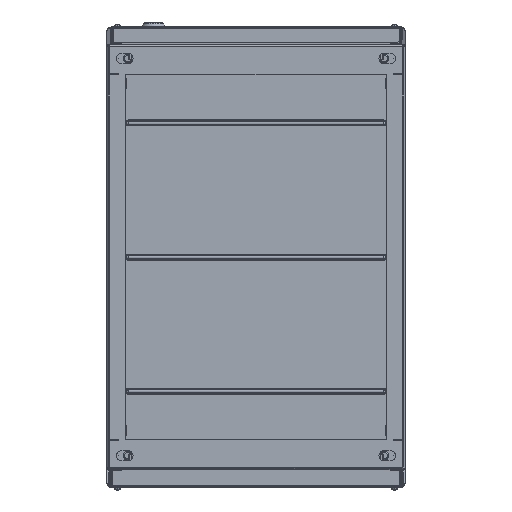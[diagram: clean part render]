
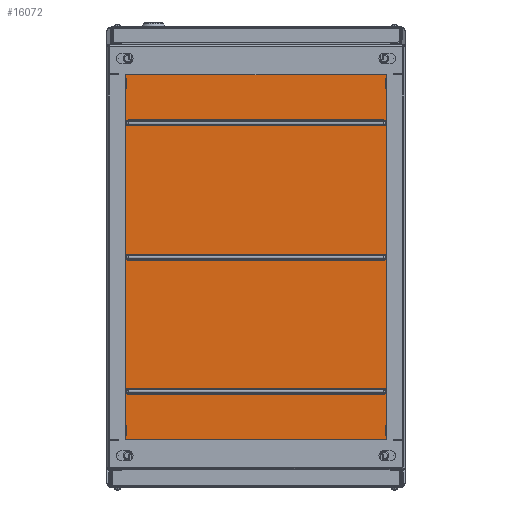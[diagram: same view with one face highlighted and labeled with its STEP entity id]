
A CAD part, front view. The second image highlights one B-rep face of the part: STEP entity #16072.
In plain terms, the highlighted planar face has unit normal (0, -1, 0).
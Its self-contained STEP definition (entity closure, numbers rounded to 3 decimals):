
#653 = DIRECTION ( 'NONE',  ( 0., 0., -1. ) ) ;
#819 = DIRECTION ( 'NONE',  ( 0., -1., 0. ) ) ;
#2668 = ORIENTED_EDGE ( 'NONE', *, *, #126935, .T. ) ;
#3966 = EDGE_CURVE ( 'NONE', #35444, #42572, #106493, .T. ) ;
#5666 = DIRECTION ( 'NONE',  ( 1., 0., 0. ) ) ;
#5865 = EDGE_CURVE ( 'NONE', #107256, #27626, #51865, .T. ) ;
#8227 = CARTESIAN_POINT ( 'NONE',  ( 171.4, 1800., 176. ) ) ;
#11584 = CARTESIAN_POINT ( 'NONE',  ( -200., 1800., 285. ) ) ;
#11656 = VERTEX_POINT ( 'NONE', #81438 ) ;
#12043 = LINE ( 'NONE', #32252, #93695 ) ;
#12523 = EDGE_LOOP ( 'NONE', ( #50141, #74494, #139876, #59802 ) ) ;
#14557 = CARTESIAN_POINT ( 'NONE',  ( -171.4, 1800., -176. ) ) ;
#16072 = ADVANCED_FACE ( 'NONE', ( #75397, #117112, #94532, #82408 ), #143974, .T. ) ;
#16359 = CARTESIAN_POINT ( 'NONE',  ( 171.4, 1800., 0. ) ) ;
#16551 = CARTESIAN_POINT ( 'NONE',  ( 171.4, 1800., 4. ) ) ;
#20087 = VERTEX_POINT ( 'NONE', #81066 ) ;
#21694 = DIRECTION ( 'NONE',  ( 0., 0., -1. ) ) ;
#24660 = CARTESIAN_POINT ( 'NONE',  ( -171.4, 1800., 4. ) ) ;
#24830 = CARTESIAN_POINT ( 'NONE',  ( 200., 1800., -285. ) ) ;
#24938 = EDGE_CURVE ( 'NONE', #11656, #66496, #56127, .T. ) ;
#25220 = LINE ( 'NONE', #84852, #39192 ) ;
#25733 = DIRECTION ( 'NONE',  ( 1., 0., 0. ) ) ;
#26854 = DIRECTION ( 'NONE',  ( 0., 0., -1. ) ) ;
#27626 = VERTEX_POINT ( 'NONE', #24660 ) ;
#28125 = DIRECTION ( 'NONE',  ( 0., 1., 0. ) ) ;
#29607 = ORIENTED_EDGE ( 'NONE', *, *, #142884, .T. ) ;
#30645 = AXIS2_PLACEMENT_3D ( 'NONE', #44833, #34175, #653 ) ;
#32252 = CARTESIAN_POINT ( 'NONE',  ( -171.4, 1800., 4. ) ) ;
#33420 = VERTEX_POINT ( 'NONE', #90114 ) ;
#34175 = DIRECTION ( 'NONE',  ( 0., 1., 0. ) ) ;
#35208 = AXIS2_PLACEMENT_3D ( 'NONE', #84743, #62809, #128492 ) ;
#35444 = VERTEX_POINT ( 'NONE', #40043 ) ;
#36106 = CARTESIAN_POINT ( 'NONE',  ( -200., 1800., 285. ) ) ;
#36258 = VECTOR ( 'NONE', #79266, 1000. ) ;
#36474 = CARTESIAN_POINT ( 'NONE',  ( 171.4, 1800., -176. ) ) ;
#38748 = CARTESIAN_POINT ( 'NONE',  ( 200., 1800., 285. ) ) ;
#39192 = VECTOR ( 'NONE', #40687, 1000. ) ;
#40043 = CARTESIAN_POINT ( 'NONE',  ( -171.4, 1800., 184. ) ) ;
#40687 = DIRECTION ( 'NONE',  ( -1., 0., 0. ) ) ;
#41299 = ORIENTED_EDGE ( 'NONE', *, *, #105581, .T. ) ;
#42572 = VERTEX_POINT ( 'NONE', #102472 ) ;
#43145 = LINE ( 'NONE', #138098, #117827 ) ;
#43282 = EDGE_CURVE ( 'NONE', #20087, #107256, #25220, .T. ) ;
#43734 = CARTESIAN_POINT ( 'NONE',  ( -171.4, 1800., -4. ) ) ;
#44833 = CARTESIAN_POINT ( 'NONE',  ( -171.4, 1800., -180. ) ) ;
#46681 = LINE ( 'NONE', #89534, #36258 ) ;
#47964 = ORIENTED_EDGE ( 'NONE', *, *, #91380, .T. ) ;
#48223 = VECTOR ( 'NONE', #86405, 1000. ) ;
#49119 = CARTESIAN_POINT ( 'NONE',  ( 171.4, 1800., 180. ) ) ;
#49380 = DIRECTION ( 'NONE',  ( 0., 1., 0. ) ) ;
#49813 = VERTEX_POINT ( 'NONE', #89219 ) ;
#49844 = ORIENTED_EDGE ( 'NONE', *, *, #65459, .T. ) ;
#49848 = DIRECTION ( 'NONE',  ( 0., 0., -1. ) ) ;
#50141 = ORIENTED_EDGE ( 'NONE', *, *, #5865, .T. ) ;
#51628 = CIRCLE ( 'NONE', #100979, 4. ) ;
#51865 = CIRCLE ( 'NONE', #35208, 4. ) ;
#52933 = VERTEX_POINT ( 'NONE', #16551 ) ;
#54673 = AXIS2_PLACEMENT_3D ( 'NONE', #129140, #28125, #140185 ) ;
#55354 = EDGE_CURVE ( 'NONE', #128770, #66496, #93036, .T. ) ;
#56127 = LINE ( 'NONE', #36106, #94483 ) ;
#57776 = EDGE_LOOP ( 'NONE', ( #47964, #29607, #41299, #49844 ) ) ;
#58929 = DIRECTION ( 'NONE',  ( -1., 0., 0. ) ) ;
#59802 = ORIENTED_EDGE ( 'NONE', *, *, #43282, .T. ) ;
#60956 = CARTESIAN_POINT ( 'NONE',  ( -171.4, 1800., 184. ) ) ;
#62809 = DIRECTION ( 'NONE',  ( 0., 1., 0. ) ) ;
#63271 = CIRCLE ( 'NONE', #133081, 4. ) ;
#63654 = VERTEX_POINT ( 'NONE', #36474 ) ;
#65459 = EDGE_CURVE ( 'NONE', #90121, #49813, #43145, .T. ) ;
#66250 = ORIENTED_EDGE ( 'NONE', *, *, #24938, .F. ) ;
#66496 = VERTEX_POINT ( 'NONE', #11584 ) ;
#67341 = LINE ( 'NONE', #108237, #48223 ) ;
#68161 = CARTESIAN_POINT ( 'NONE',  ( 200., 1800., 285. ) ) ;
#68839 = VECTOR ( 'NONE', #25733, 1000. ) ;
#70438 = VECTOR ( 'NONE', #122621, 1000. ) ;
#72158 = EDGE_CURVE ( 'NONE', #52933, #20087, #63271, .T. ) ;
#73482 = VERTEX_POINT ( 'NONE', #8227 ) ;
#74494 = ORIENTED_EDGE ( 'NONE', *, *, #79923, .T. ) ;
#75397 = FACE_BOUND ( 'NONE', #12523, .T. ) ;
#78895 = CARTESIAN_POINT ( 'NONE',  ( 200., 1800., 285. ) ) ;
#79266 = DIRECTION ( 'NONE',  ( -1., 0., 0. ) ) ;
#79761 = DIRECTION ( 'NONE',  ( 0., 0., 1. ) ) ;
#79923 = EDGE_CURVE ( 'NONE', #27626, #52933, #12043, .T. ) ;
#81066 = CARTESIAN_POINT ( 'NONE',  ( 171.4, 1800., -4. ) ) ;
#81438 = CARTESIAN_POINT ( 'NONE',  ( -200., 1800., -285. ) ) ;
#82408 = FACE_OUTER_BOUND ( 'NONE', #107948, .T. ) ;
#82776 = AXIS2_PLACEMENT_3D ( 'NONE', #78895, #819, #21694 ) ;
#84743 = CARTESIAN_POINT ( 'NONE',  ( -171.4, 1800., 0. ) ) ;
#84852 = CARTESIAN_POINT ( 'NONE',  ( -171.4, 1800., -4. ) ) ;
#86405 = DIRECTION ( 'NONE',  ( 0., 0., 1. ) ) ;
#88891 = ORIENTED_EDGE ( 'NONE', *, *, #3966, .T. ) ;
#89219 = CARTESIAN_POINT ( 'NONE',  ( -171.4, 1800., -184. ) ) ;
#89534 = CARTESIAN_POINT ( 'NONE',  ( -171.4, 1800., 176. ) ) ;
#90114 = CARTESIAN_POINT ( 'NONE',  ( -171.4, 1800., -176. ) ) ;
#90121 = VERTEX_POINT ( 'NONE', #111917 ) ;
#91380 = EDGE_CURVE ( 'NONE', #49813, #33420, #112366, .T. ) ;
#93036 = LINE ( 'NONE', #68161, #70438 ) ;
#93695 = VECTOR ( 'NONE', #121136, 1000. ) ;
#94483 = VECTOR ( 'NONE', #79761, 1000. ) ;
#94532 = FACE_BOUND ( 'NONE', #126912, .T. ) ;
#95265 = ORIENTED_EDGE ( 'NONE', *, *, #111106, .T. ) ;
#98255 = ORIENTED_EDGE ( 'NONE', *, *, #124035, .T. ) ;
#100889 = CIRCLE ( 'NONE', #114675, 4. ) ;
#100979 = AXIS2_PLACEMENT_3D ( 'NONE', #143761, #111272, #111772 ) ;
#102472 = CARTESIAN_POINT ( 'NONE',  ( 171.4, 1800., 184. ) ) ;
#102991 = VECTOR ( 'NONE', #5666, 1000. ) ;
#103427 = DIRECTION ( 'NONE',  ( -1., 0., 0. ) ) ;
#105581 = EDGE_CURVE ( 'NONE', #63654, #90121, #51628, .T. ) ;
#105760 = EDGE_CURVE ( 'NONE', #130723, #11656, #119317, .T. ) ;
#106493 = LINE ( 'NONE', #60956, #102991 ) ;
#107256 = VERTEX_POINT ( 'NONE', #43734 ) ;
#107948 = EDGE_LOOP ( 'NONE', ( #66250, #137827, #95265, #139471 ) ) ;
#108237 = CARTESIAN_POINT ( 'NONE',  ( 200., 1800., 285. ) ) ;
#111106 = EDGE_CURVE ( 'NONE', #130723, #128770, #67341, .T. ) ;
#111272 = DIRECTION ( 'NONE',  ( 0., 1., 0. ) ) ;
#111772 = DIRECTION ( 'NONE',  ( 0., 0., -1. ) ) ;
#111917 = CARTESIAN_POINT ( 'NONE',  ( 171.4, 1800., -184. ) ) ;
#112366 = CIRCLE ( 'NONE', #30645, 4. ) ;
#114675 = AXIS2_PLACEMENT_3D ( 'NONE', #49119, #127858, #26854 ) ;
#114766 = VERTEX_POINT ( 'NONE', #137629 ) ;
#117112 = FACE_BOUND ( 'NONE', #57776, .T. ) ;
#117827 = VECTOR ( 'NONE', #58929, 1000. ) ;
#119317 = LINE ( 'NONE', #24830, #141793 ) ;
#120167 = CIRCLE ( 'NONE', #54673, 4. ) ;
#120237 = CARTESIAN_POINT ( 'NONE',  ( 200., 1800., -285. ) ) ;
#121136 = DIRECTION ( 'NONE',  ( 1., 0., 0. ) ) ;
#122621 = DIRECTION ( 'NONE',  ( -1., 0., 0. ) ) ;
#122859 = EDGE_CURVE ( 'NONE', #42572, #73482, #100889, .T. ) ;
#124035 = EDGE_CURVE ( 'NONE', #73482, #114766, #46681, .T. ) ;
#126912 = EDGE_LOOP ( 'NONE', ( #2668, #88891, #138487, #98255 ) ) ;
#126935 = EDGE_CURVE ( 'NONE', #114766, #35444, #120167, .T. ) ;
#127858 = DIRECTION ( 'NONE',  ( 0., 1., 0. ) ) ;
#128492 = DIRECTION ( 'NONE',  ( 0., 0., -1. ) ) ;
#128770 = VERTEX_POINT ( 'NONE', #38748 ) ;
#129140 = CARTESIAN_POINT ( 'NONE',  ( -171.4, 1800., 180. ) ) ;
#130723 = VERTEX_POINT ( 'NONE', #120237 ) ;
#131308 = LINE ( 'NONE', #14557, #68839 ) ;
#133081 = AXIS2_PLACEMENT_3D ( 'NONE', #16359, #49380, #49848 ) ;
#137629 = CARTESIAN_POINT ( 'NONE',  ( -171.4, 1800., 176. ) ) ;
#137827 = ORIENTED_EDGE ( 'NONE', *, *, #105760, .F. ) ;
#138098 = CARTESIAN_POINT ( 'NONE',  ( -171.4, 1800., -184. ) ) ;
#138487 = ORIENTED_EDGE ( 'NONE', *, *, #122859, .T. ) ;
#139471 = ORIENTED_EDGE ( 'NONE', *, *, #55354, .T. ) ;
#139876 = ORIENTED_EDGE ( 'NONE', *, *, #72158, .T. ) ;
#140185 = DIRECTION ( 'NONE',  ( 0., 0., -1. ) ) ;
#141793 = VECTOR ( 'NONE', #103427, 1000. ) ;
#142884 = EDGE_CURVE ( 'NONE', #33420, #63654, #131308, .T. ) ;
#143761 = CARTESIAN_POINT ( 'NONE',  ( 171.4, 1800., -180. ) ) ;
#143974 = PLANE ( 'NONE',  #82776 ) ;
